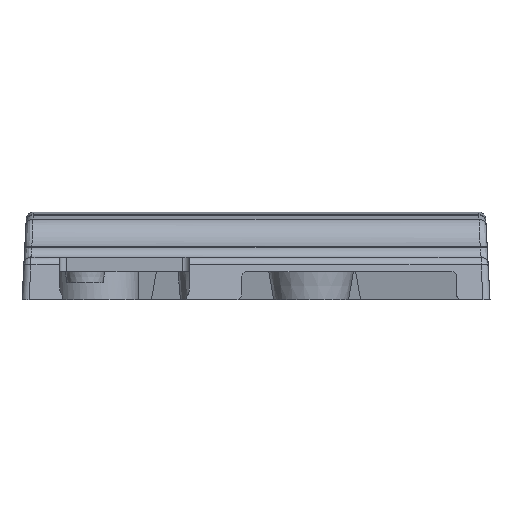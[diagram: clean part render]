
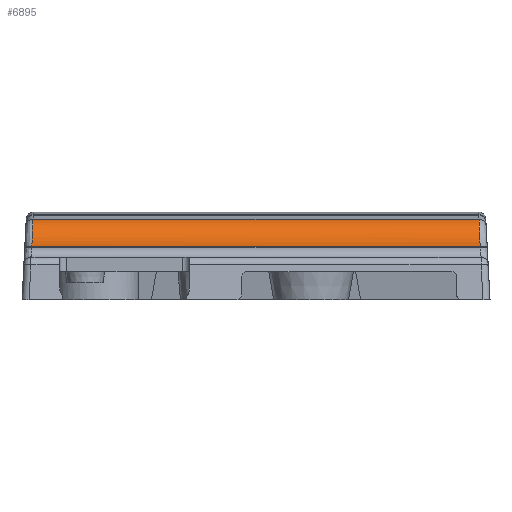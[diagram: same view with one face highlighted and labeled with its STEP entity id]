
A CAD part, front view. The second image highlights one B-rep face of the part: STEP entity #6895.
In plain terms, the highlighted cylindrical face has radius 2 mm (diameter 4 mm), a partial arc.
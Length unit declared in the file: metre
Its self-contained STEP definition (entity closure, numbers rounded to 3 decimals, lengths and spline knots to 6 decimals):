
#216=ELLIPSE('',#7611,0.002002,0.002);
#217=ELLIPSE('',#7612,0.002002,0.002);
#272=CYLINDRICAL_SURFACE('',#7610,0.002);
#830=LINE('',#11759,#1395);
#832=LINE('',#11765,#1397);
#1395=VECTOR('',#9450,1.);
#1397=VECTOR('',#9456,1.);
#3128=ORIENTED_EDGE('',*,*,#4516,.T.);
#3129=ORIENTED_EDGE('',*,*,#4518,.T.);
#3130=ORIENTED_EDGE('',*,*,#4519,.F.);
#3131=ORIENTED_EDGE('',*,*,#4520,.T.);
#4516=EDGE_CURVE('',#5292,#5291,#830,.T.);
#4518=EDGE_CURVE('',#5291,#5293,#216,.T.);
#4519=EDGE_CURVE('',#5294,#5293,#832,.T.);
#4520=EDGE_CURVE('',#5294,#5292,#217,.T.);
#5291=VERTEX_POINT('',#11758);
#5292=VERTEX_POINT('',#11760);
#5293=VERTEX_POINT('',#11764);
#5294=VERTEX_POINT('',#11766);
#5972=EDGE_LOOP('',(#3128,#3129,#3130,#3131));
#6489=FACE_BOUND('',#5972,.T.);
#6895=ADVANCED_FACE('',(#6489),#272,.T.);
#7610=AXIS2_PLACEMENT_3D('',#11762,#9452,#9453);
#7611=AXIS2_PLACEMENT_3D('',#11763,#9454,#9455);
#7612=AXIS2_PLACEMENT_3D('',#11767,#9457,#9458);
#9450=DIRECTION('',(-1.,0.,0.));
#9452=DIRECTION('',(-1.,0.,0.));
#9453=DIRECTION('',(0.,0.,1.));
#9454=DIRECTION('',(0.999,0.,-0.039));
#9455=DIRECTION('',(-0.039,0.,-0.999));
#9456=DIRECTION('',(-1.,0.,0.));
#9457=DIRECTION('',(-0.999,0.,-0.039));
#9458=DIRECTION('',(-0.039,0.,0.999));
#11758=CARTESIAN_POINT('',(-0.015783,-0.075899,0.003704));
#11759=CARTESIAN_POINT('',(0.016402,-0.075899,0.003704));
#11760=CARTESIAN_POINT('',(0.015783,-0.075899,0.003704));
#11762=CARTESIAN_POINT('',(0.016402,-0.0755,0.001744));
#11763=CARTESIAN_POINT('',(-0.01586,-0.0755,0.001744));
#11764=CARTESIAN_POINT('',(-0.01586,-0.0775,0.001744));
#11765=CARTESIAN_POINT('',(0.016402,-0.0775,0.001744));
#11766=CARTESIAN_POINT('',(0.01586,-0.0775,0.001744));
#11767=CARTESIAN_POINT('',(0.01586,-0.0755,0.001744));
